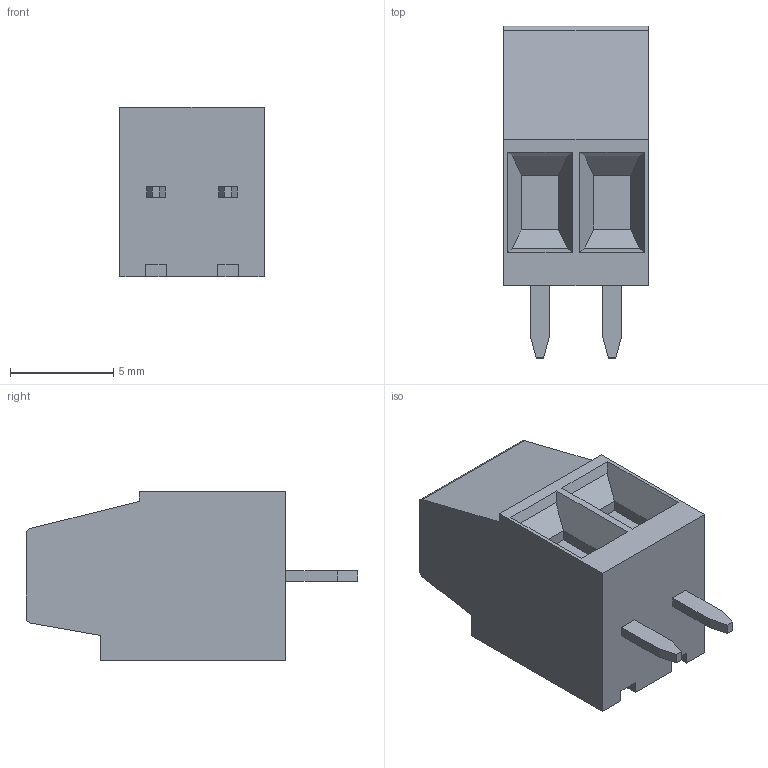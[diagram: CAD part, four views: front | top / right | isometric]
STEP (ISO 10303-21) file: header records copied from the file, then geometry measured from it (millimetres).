
FILE_DESCRIPTION(('STEP AP214'),'1');
FILE_NAME('MVS132-3,5-V-L.stp','2017-05-18T12:38:02',(' '),(' '),'Spatial InterOp 3D',' ',' ');
FILE_SCHEMA(('automotive_design'));
Length unit declared in the file: metre
Products named in the file (1): 1
Bounding box: 7 x 16.1 x 8.2 mm (x, y, z)
Volume: 574.5 mm3; surface area: 626.6 mm2
Topology: 1 solids, 1 shells, 128 faces, 354 edges, 232 vertices
Faces by surface type: plane 108, cylinder 16, torus 2, cone 2
Full cylindrical faces by diameter (mm): 2 x2, 2.1 x2, 2.8 x2, 3 x2
Entity records: 5049 total; most frequent: CARTESIAN_POINT 769, ORIENTED_EDGE 672, DIRECTION 644, EDGE_CURVE 336, LINE 262, VECTOR 262, VERTEX_POINT 226, AXIS2_PLACEMENT_3D 191
